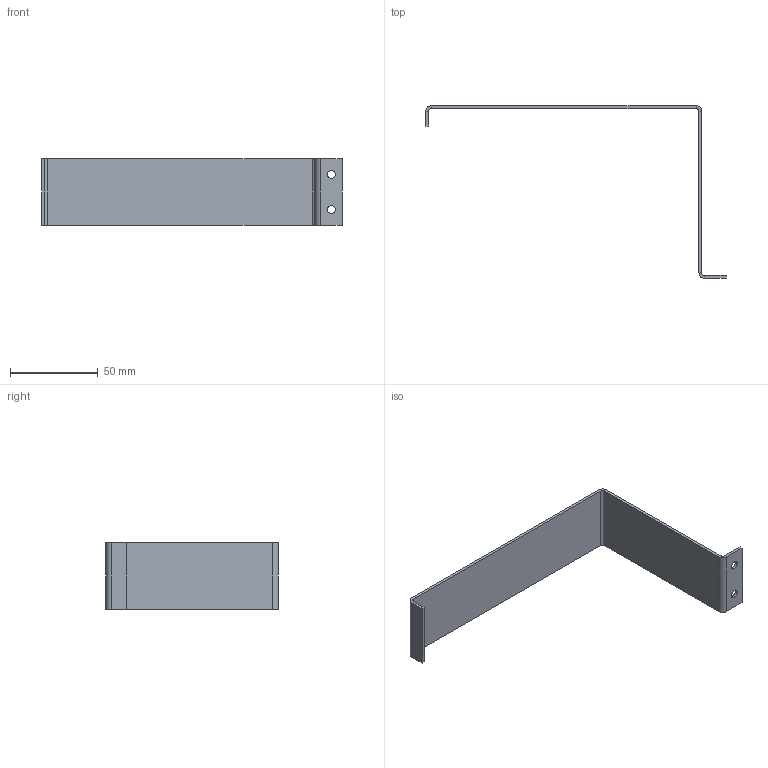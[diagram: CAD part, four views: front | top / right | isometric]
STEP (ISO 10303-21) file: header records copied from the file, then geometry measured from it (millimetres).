
FILE_DESCRIPTION(/* description */ (''),/* implementation_level */ '2;1');
FILE_NAME(/* name */ 'PSU Bracket V1.step',/* time_stamp */ '2018-10-31T12:17:57-06:00',/* author */ (''),/* organization */ (''),/* preprocessor_version */ 'ST-DEVELOPER v17.2',/* originating_system */ 'Autodesk Translation Framework v7.6.0.251',/* authorisation */ '');
FILE_SCHEMA (('AUTOMOTIVE_DESIGN { 1 0 10303 214 3 1 1 }'));
Length unit declared in the file: millimetre
Products named in the file (1): PSU Bracket
Bounding box: 171.07 x 98.3 x 38 mm (x, y, z)
Volume: 16649.5 mm3; surface area: 21857.7 mm2
Topology: 1 solids, 1 shells, 32 faces, 68 edges, 38 vertices
Faces by surface type: plane 24, cylinder 8
Full cylindrical faces by diameter (mm): 4.5 x2
Entity records: 882 total; most frequent: DIRECTION 152, CARTESIAN_POINT 139, ORIENTED_EDGE 136, EDGE_CURVE 68, AXIS2_PLACEMENT_3D 51, LINE 50, VECTOR 50, VERTEX_POINT 38
